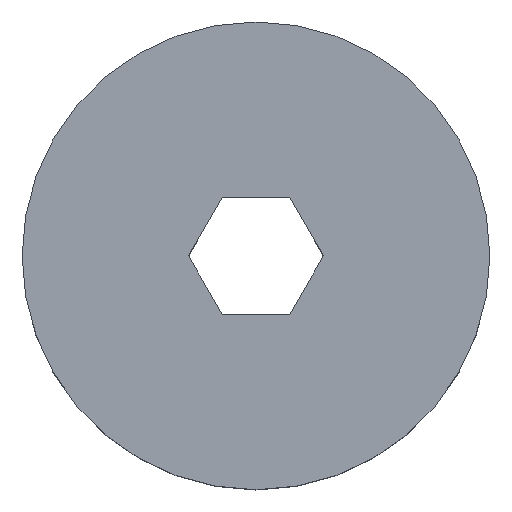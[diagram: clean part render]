
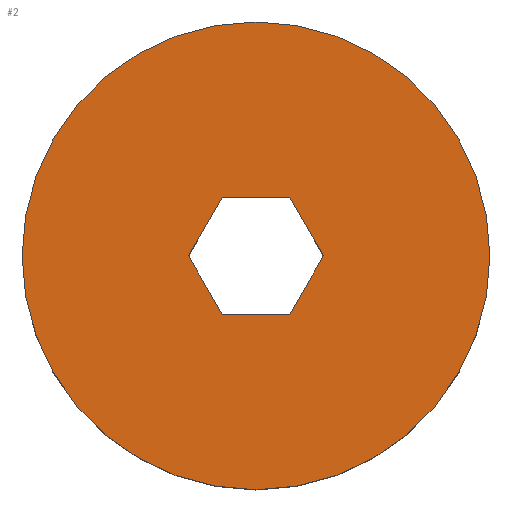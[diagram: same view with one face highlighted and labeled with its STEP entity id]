
A CAD part, top view. The second image highlights one B-rep face of the part: STEP entity #2.
In plain terms, the highlighted planar face has unit normal (0, 0, 1).
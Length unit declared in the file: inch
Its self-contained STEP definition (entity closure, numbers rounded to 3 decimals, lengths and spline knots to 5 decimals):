
#2 = ADVANCED_FACE ( 'NONE', ( #228, #227 ), #226, .T. ) ;
#7 = VECTOR ( 'NONE', #200, 39.37008 ) ;
#16 = EDGE_CURVE ( 'NONE', #237, #279, #197, .T. ) ;
#19 = CARTESIAN_POINT ( 'NONE',  ( -0.05683, -0.09843, 0.25 ) ) ;
#31 = VECTOR ( 'NONE', #133, 39.37008 ) ;
#33 = VECTOR ( 'NONE', #139, 39.37008 ) ;
#42 = DIRECTION ( 'NONE',  ( 1., 0., 0. ) ) ;
#43 = DIRECTION ( 'NONE',  ( 0., 0., 1. ) ) ;
#44 = EDGE_CURVE ( 'NONE', #295, #271, #148, .T. ) ;
#45 = CARTESIAN_POINT ( 'NONE',  ( 0., 0., 0.25 ) ) ;
#50 = CIRCLE ( 'NONE', #78, 0.3937 ) ;
#54 = EDGE_CURVE ( 'NONE', #271, #256, #138, .T. ) ;
#58 = VECTOR ( 'NONE', #106, 39.37008 ) ;
#74 = EDGE_LOOP ( 'NONE', ( #309, #291, #278, #287, #308, #304 ) ) ;
#78 = AXIS2_PLACEMENT_3D ( 'NONE', #45, #43, #42 ) ;
#99 = EDGE_CURVE ( 'NONE', #265, #295, #109, .T. ) ;
#106 = DIRECTION ( 'NONE',  ( -0.5, 0.866, 0. ) ) ;
#108 = CARTESIAN_POINT ( 'NONE',  ( 0.11365, 0., 0.25 ) ) ;
#109 = LINE ( 'NONE', #108, #58 ) ;
#130 = CARTESIAN_POINT ( 'NONE',  ( 0.05683, -0.09843, 0.25 ) ) ;
#133 = DIRECTION ( 'NONE',  ( -0.5, -0.866, 0. ) ) ;
#135 = CARTESIAN_POINT ( 'NONE',  ( -0.05683, 0.09843, 0.25 ) ) ;
#138 = LINE ( 'NONE', #135, #31 ) ;
#139 = DIRECTION ( 'NONE',  ( -1., 0., 0. ) ) ;
#143 = CARTESIAN_POINT ( 'NONE',  ( 0.05683, 0.09843, 0.25 ) ) ;
#145 = CARTESIAN_POINT ( 'NONE',  ( -0.05683, 0.09843, 0.25 ) ) ;
#147 = CARTESIAN_POINT ( 'NONE',  ( 0.11365, 0., 0.25 ) ) ;
#148 = LINE ( 'NONE', #143, #33 ) ;
#151 = LINE ( 'NONE', #217, #218 ) ;
#175 = CARTESIAN_POINT ( 'NONE',  ( 0.3937, 0., 0.25 ) ) ;
#177 = VERTEX_POINT ( 'NONE', #175 ) ;
#191 = AXIS2_PLACEMENT_3D ( 'NONE', #224, #223, #222 ) ;
#193 = DIRECTION ( 'NONE',  ( 1., 0., 0. ) ) ;
#195 = EDGE_CURVE ( 'NONE', #177, #177, #50, .T. ) ;
#196 = CARTESIAN_POINT ( 'NONE',  ( -0.05683, -0.09843, 0.25 ) ) ;
#197 = LINE ( 'NONE', #196, #239 ) ;
#200 = DIRECTION ( 'NONE',  ( 0.5, 0.866, 0. ) ) ;
#202 = CARTESIAN_POINT ( 'NONE',  ( 0.05683, -0.09843, 0.25 ) ) ;
#203 = LINE ( 'NONE', #202, #7 ) ;
#208 = CARTESIAN_POINT ( 'NONE',  ( 0.05683, 0.09843, 0.25 ) ) ;
#210 = CARTESIAN_POINT ( 'NONE',  ( -0.11365, 0., 0.25 ) ) ;
#212 = DIRECTION ( 'NONE',  ( 0.5, -0.866, 0. ) ) ;
#217 = CARTESIAN_POINT ( 'NONE',  ( -0.11365, 0., 0.25 ) ) ;
#218 = VECTOR ( 'NONE', #212, 39.37008 ) ;
#222 = DIRECTION ( 'NONE',  ( 1., 0., 0. ) ) ;
#223 = DIRECTION ( 'NONE',  ( 0., 0., 1. ) ) ;
#224 = CARTESIAN_POINT ( 'NONE',  ( 0., 0., 0.25 ) ) ;
#226 = PLANE ( 'NONE',  #191 ) ;
#227 = FACE_BOUND ( 'NONE', #74, .T. ) ;
#228 = FACE_OUTER_BOUND ( 'NONE', #306, .T. ) ;
#237 = VERTEX_POINT ( 'NONE', #19 ) ;
#239 = VECTOR ( 'NONE', #193, 39.37008 ) ;
#250 = ORIENTED_EDGE ( 'NONE', *, *, #195, .T. ) ;
#256 = VERTEX_POINT ( 'NONE', #210 ) ;
#265 = VERTEX_POINT ( 'NONE', #147 ) ;
#271 = VERTEX_POINT ( 'NONE', #145 ) ;
#278 = ORIENTED_EDGE ( 'NONE', *, *, #16, .F. ) ;
#279 = VERTEX_POINT ( 'NONE', #130 ) ;
#287 = ORIENTED_EDGE ( 'NONE', *, *, #289, .F. ) ;
#289 = EDGE_CURVE ( 'NONE', #256, #237, #151, .T. ) ;
#291 = ORIENTED_EDGE ( 'NONE', *, *, #298, .F. ) ;
#295 = VERTEX_POINT ( 'NONE', #208 ) ;
#298 = EDGE_CURVE ( 'NONE', #279, #265, #203, .T. ) ;
#304 = ORIENTED_EDGE ( 'NONE', *, *, #44, .F. ) ;
#306 = EDGE_LOOP ( 'NONE', ( #250 ) ) ;
#308 = ORIENTED_EDGE ( 'NONE', *, *, #54, .F. ) ;
#309 = ORIENTED_EDGE ( 'NONE', *, *, #99, .F. ) ;
